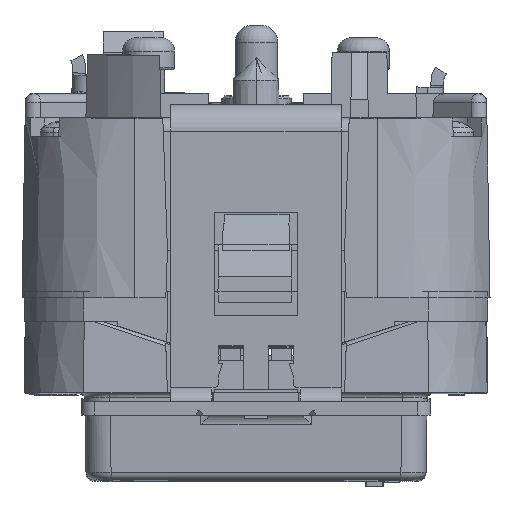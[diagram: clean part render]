
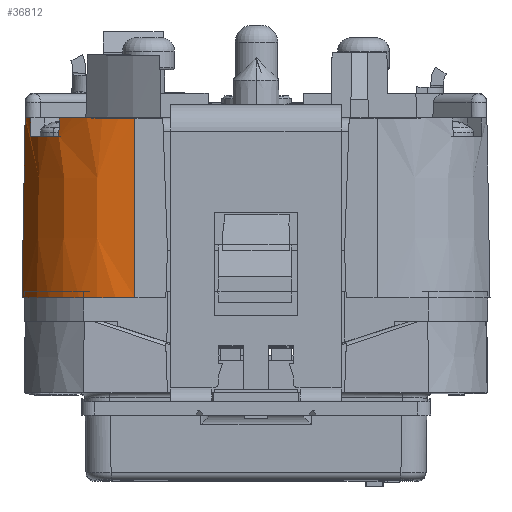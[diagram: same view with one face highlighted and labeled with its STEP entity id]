
A CAD part, top view. The second image highlights one B-rep face of the part: STEP entity #36812.
In plain terms, the highlighted conical face has half-angle 1 degrees and reference radius 10.706 mm.
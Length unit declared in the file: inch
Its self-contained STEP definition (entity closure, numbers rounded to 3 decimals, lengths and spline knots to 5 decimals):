
#1931 = DIRECTION ( 'NONE',  ( 0., -1., -0.004 ) ) ;
#2196 = CARTESIAN_POINT ( 'NONE',  ( -1.50096, 0.11784, 2.38759 ) ) ;
#2215 = DIRECTION ( 'NONE',  ( 0., 1., 0.004 ) ) ;
#20587 = EDGE_LOOP ( 'NONE', ( #287601, #129443, #140011, #316334, #41563, #236942, #311079, #117409 ) ) ;
#30338 = DIRECTION ( 'NONE',  ( 0., -0.004, 1. ) ) ;
#32615 = CARTESIAN_POINT ( 'NONE',  ( -1.91253, 0.18741, 2.48586 ) ) ;
#33276 = CARTESIAN_POINT ( 'NONE',  ( -1.8914, 0.18713, 2.55082 ) ) ;
#35074 = CIRCLE ( 'NONE', #226700, 0.42307 ) ;
#36105 = EDGE_CURVE ( 'NONE', #365658, #150630, #77760, .T. ) ;
#36812 = ADVANCED_FACE ( 'NONE', ( #330042 ), #256686, .T. ) ;
#38272 = EDGE_CURVE ( 'NONE', #290072, #365658, #375898, .T. ) ;
#41563 = ORIENTED_EDGE ( 'NONE', *, *, #38272, .T. ) ;
#44597 = B_SPLINE_CURVE_WITH_KNOTS ( 'NONE', 3,
 ( #159244, #332932, #72409, #214121 ),
 .UNSPECIFIED., .F., .F.,
 ( 4, 4 ),
 ( 0.00898, 0.01076 ),
 .UNSPECIFIED. ) ;
#49712 = EDGE_CURVE ( 'NONE', #306521, #54676, #165598, .T. ) ;
#54676 = VERTEX_POINT ( 'NONE', #216523 ) ;
#60953 = DIRECTION ( 'NONE',  ( 0., 1., 0.004 ) ) ;
#61286 = EDGE_CURVE ( 'NONE', #198685, #174134, #35074, .T. ) ;
#72409 = CARTESIAN_POINT ( 'NONE',  ( -1.78566, 0.1398, 2.70174 ) ) ;
#77760 = B_SPLINE_CURVE_WITH_KNOTS ( 'NONE', 3,
 ( #87196, #146021, #204612, #175314 ),
 .UNSPECIFIED., .F., .F.,
 ( 4, 4 ),
 ( 0., 0.01712 ),
 .UNSPECIFIED. ) ;
#87196 = CARTESIAN_POINT ( 'NONE',  ( -1.91253, 0.18741, 2.48586 ) ) ;
#96901 = DIRECTION ( 'NONE',  ( 0., -1., -0.004 ) ) ;
#105297 = CIRCLE ( 'NONE', #172826, 0.43484 ) ;
#112419 = EDGE_CURVE ( 'NONE', #150630, #162259, #105297, .T. ) ;
#117120 = EDGE_CURVE ( 'NONE', #306521, #290072, #280011, .T. ) ;
#117203 = DIRECTION ( 'NONE',  ( 0., 0.004, -1. ) ) ;
#117409 = ORIENTED_EDGE ( 'NONE', *, *, #127177, .T. ) ;
#118778 = CARTESIAN_POINT ( 'NONE',  ( -1.89168, 0.14046, 2.55205 ) ) ;
#127177 = EDGE_CURVE ( 'NONE', #162259, #198685, #288032, .T. ) ;
#129443 = ORIENTED_EDGE ( 'NONE', *, *, #231606, .T. ) ;
#138759 = CARTESIAN_POINT ( 'NONE',  ( -1.78447, 0.18647, 2.70191 ) ) ;
#140011 = ORIENTED_EDGE ( 'NONE', *, *, #49712, .F. ) ;
#143789 = DIRECTION ( 'NONE',  ( 0., 0.004, -1. ) ) ;
#146021 = CARTESIAN_POINT ( 'NONE',  ( -1.91645, -0.03725, 2.48534 ) ) ;
#148172 = CARTESIAN_POINT ( 'NONE',  ( -1.89154, 0.16379, 2.55144 ) ) ;
#150630 = VERTEX_POINT ( 'NONE', #165832 ) ;
#159244 = CARTESIAN_POINT ( 'NONE',  ( -1.78447, 0.18647, 2.70191 ) ) ;
#162259 = VERTEX_POINT ( 'NONE', #222949 ) ;
#164180 = DIRECTION ( 'NONE',  ( 0., 0.004, -1. ) ) ;
#165598 = CIRCLE ( 'NONE', #255091, 0.42429 ) ;
#165832 = CARTESIAN_POINT ( 'NONE',  ( -1.9243, -0.48659, 2.48429 ) ) ;
#172826 = AXIS2_PLACEMENT_3D ( 'NONE', #353360, #2215, #117203 ) ;
#174134 = VERTEX_POINT ( 'NONE', #138759 ) ;
#175314 = CARTESIAN_POINT ( 'NONE',  ( -1.9243, -0.48659, 2.48429 ) ) ;
#183780 = CARTESIAN_POINT ( 'NONE',  ( -1.50096, 0.27784, 2.38829 ) ) ;
#198685 = VERTEX_POINT ( 'NONE', #352927 ) ;
#204612 = CARTESIAN_POINT ( 'NONE',  ( -1.92037, -0.26192, 2.48482 ) ) ;
#212621 = CARTESIAN_POINT ( 'NONE',  ( -1.50096, 0.276, 2.80978 ) ) ;
#213040 = DIRECTION ( 'NONE',  ( 0., -0.004, 1. ) ) ;
#213644 = AXIS2_PLACEMENT_3D ( 'NONE', #309667, #339185, #164180 ) ;
#214121 = CARTESIAN_POINT ( 'NONE',  ( -1.78625, 0.11647, 2.70165 ) ) ;
#216523 = CARTESIAN_POINT ( 'NONE',  ( -1.78625, 0.11647, 2.70165 ) ) ;
#220662 = CARTESIAN_POINT ( 'NONE',  ( -1.8914, 0.18713, 2.55082 ) ) ;
#221984 = CARTESIAN_POINT ( 'NONE',  ( -1.89182, 0.11712, 2.55267 ) ) ;
#222949 = CARTESIAN_POINT ( 'NONE',  ( -1.50096, -0.48805, 2.81978 ) ) ;
#226700 = AXIS2_PLACEMENT_3D ( 'NONE', #291722, #1931, #143789 ) ;
#231606 = EDGE_CURVE ( 'NONE', #174134, #54676, #44597, .T. ) ;
#236942 = ORIENTED_EDGE ( 'NONE', *, *, #36105, .T. ) ;
#237687 = VECTOR ( 'NONE', #359493, 39.37008 ) ;
#255091 = AXIS2_PLACEMENT_3D ( 'NONE', #2196, #60953, #30338 ) ;
#256686 = CONICAL_SURFACE ( 'NONE', #308779, 0.4215, 0.017 ) ;
#280011 = B_SPLINE_CURVE_WITH_KNOTS ( 'NONE', 3,
 ( #325541, #118778, #148172, #33276 ),
 .UNSPECIFIED., .F., .F.,
 ( 4, 4 ),
 ( 0.00899, 0.01077 ),
 .UNSPECIFIED. ) ;
#287601 = ORIENTED_EDGE ( 'NONE', *, *, #61286, .T. ) ;
#288032 = LINE ( 'NONE', #212621, #237687 ) ;
#290072 = VERTEX_POINT ( 'NONE', #220662 ) ;
#291722 = CARTESIAN_POINT ( 'NONE',  ( -1.50096, 0.18784, 2.38789 ) ) ;
#306521 = VERTEX_POINT ( 'NONE', #221984 ) ;
#308779 = AXIS2_PLACEMENT_3D ( 'NONE', #183780, #96901, #213040 ) ;
#309667 = CARTESIAN_POINT ( 'NONE',  ( -1.50096, 0.18784, 2.38789 ) ) ;
#311079 = ORIENTED_EDGE ( 'NONE', *, *, #112419, .T. ) ;
#316334 = ORIENTED_EDGE ( 'NONE', *, *, #117120, .T. ) ;
#325541 = CARTESIAN_POINT ( 'NONE',  ( -1.89182, 0.11712, 2.55267 ) ) ;
#330042 = FACE_OUTER_BOUND ( 'NONE', #20587, .T. ) ;
#332932 = CARTESIAN_POINT ( 'NONE',  ( -1.78507, 0.16314, 2.70182 ) ) ;
#339185 = DIRECTION ( 'NONE',  ( 0., -1., -0.004 ) ) ;
#352927 = CARTESIAN_POINT ( 'NONE',  ( -1.50096, 0.18599, 2.81096 ) ) ;
#353360 = CARTESIAN_POINT ( 'NONE',  ( -1.50096, -0.48615, 2.38495 ) ) ;
#359493 = DIRECTION ( 'NONE',  ( 0., 1., -0.013 ) ) ;
#365658 = VERTEX_POINT ( 'NONE', #32615 ) ;
#375898 = CIRCLE ( 'NONE', #213644, 0.42307 ) ;
